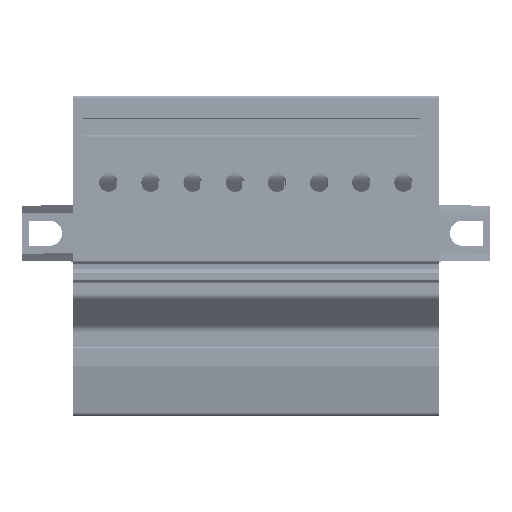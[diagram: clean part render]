
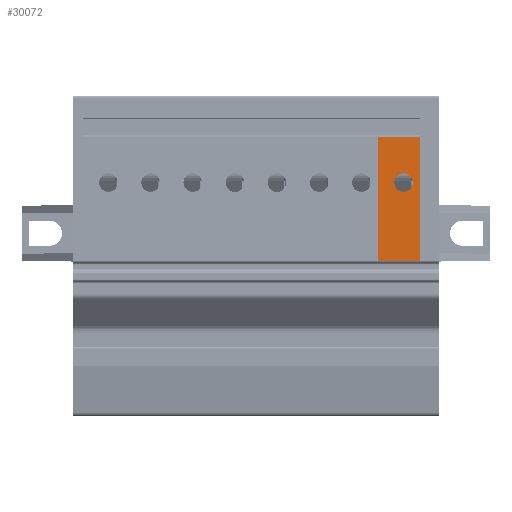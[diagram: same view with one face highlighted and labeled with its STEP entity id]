
A CAD part, left-side view. The second image highlights one B-rep face of the part: STEP entity #30072.
In plain terms, the highlighted planar face has unit normal (-1, 0, 0).
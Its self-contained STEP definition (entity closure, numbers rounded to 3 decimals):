
#1554=CIRCLE('',#37364,1.1);
#2909=ORIENTED_EDGE('',*,*,#11257,.T.);
#2910=ORIENTED_EDGE('',*,*,#11820,.T.);
#2911=ORIENTED_EDGE('',*,*,#11661,.F.);
#2912=ORIENTED_EDGE('',*,*,#11821,.T.);
#2913=ORIENTED_EDGE('',*,*,#11822,.T.);
#11257=EDGE_CURVE('',#15720,#15719,#18728,.T.);
#11661=EDGE_CURVE('',#16122,#16123,#18987,.T.);
#11820=EDGE_CURVE('',#15719,#16123,#19071,.F.);
#11821=EDGE_CURVE('',#16122,#15720,#19072,.F.);
#11822=EDGE_CURVE('',#16270,#16270,#1554,.T.);
#15719=VERTEX_POINT('',#47949);
#15720=VERTEX_POINT('',#47951);
#16122=VERTEX_POINT('',#49684);
#16123=VERTEX_POINT('',#49686);
#16270=VERTEX_POINT('',#50002);
#18728=LINE('',#47950,#21820);
#18987=LINE('',#49685,#22079);
#19071=LINE('',#49999,#22163);
#19072=LINE('',#50000,#22164);
#21820=VECTOR('',#39796,1000.);
#22079=VECTOR('',#40193,1000.);
#22163=VECTOR('',#40443,1000.);
#22164=VECTOR('',#40444,1000.);
#24956=EDGE_LOOP('',(#2909,#2910,#2911,#2912));
#24957=EDGE_LOOP('',(#2913));
#27036=FACE_BOUND('',#24956,.T.);
#27037=FACE_BOUND('',#24957,.T.);
#29050=PLANE('',#37363);
#30072=ADVANCED_FACE('',(#27036,#27037),#29050,.T.);
#37363=AXIS2_PLACEMENT_3D('',#49998,#40441,#40442);
#37364=AXIS2_PLACEMENT_3D('',#50001,#40445,#40446);
#39796=DIRECTION('',(0.,0.,-1.));
#40193=DIRECTION('',(0.,0.,-1.));
#40441=DIRECTION('',(-1.,0.,0.));
#40442=DIRECTION('',(0.,0.,1.));
#40443=DIRECTION('',(0.,1.,0.));
#40444=DIRECTION('',(0.,-1.,0.));
#40445=DIRECTION('',(1.,0.,0.));
#40446=DIRECTION('',(0.,0.,-1.));
#47949=CARTESIAN_POINT('',(-9.4,5.,21.45));
#47950=CARTESIAN_POINT('',(-9.4,5.,41.));
#47951=CARTESIAN_POINT('',(-9.4,5.,36.155));
#49684=CARTESIAN_POINT('',(-9.4,0.,36.155));
#49685=CARTESIAN_POINT('',(-9.4,0.,41.));
#49686=CARTESIAN_POINT('',(-9.4,0.,21.45));
#49998=CARTESIAN_POINT('',(-9.4,5.,41.));
#49999=CARTESIAN_POINT('',(-9.4,0.,21.45));
#50000=CARTESIAN_POINT('',(-9.4,5.,36.155));
#50001=CARTESIAN_POINT('',(-9.4,2.,30.7));
#50002=CARTESIAN_POINT('',(-9.4,2.,29.6));
